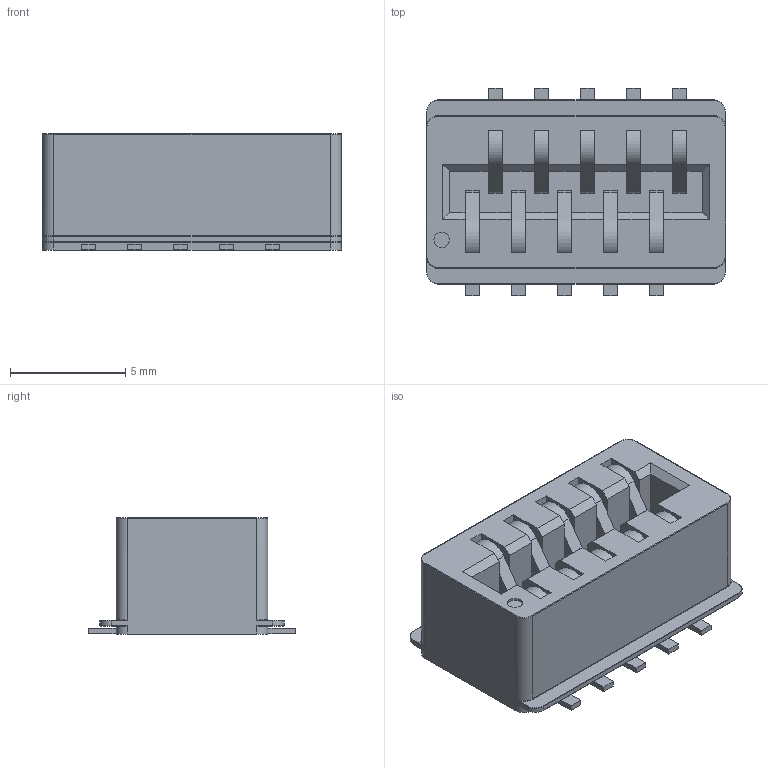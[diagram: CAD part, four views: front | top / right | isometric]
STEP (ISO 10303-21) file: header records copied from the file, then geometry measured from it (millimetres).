
FILE_DESCRIPTION(/* description */ ('Unknown'),/* implementation_level */ '2;1');
FILE_NAME(/* name */ '009159010651906',/* time_stamp */ '2023-12-13T11:57:48+02:00',/* author */ ('Unknown'),/* organization */ ('Unknown'),/* preprocessor_version */ 'ST-DEVELOPER v18.102',/* originating_system */ 'Solid Edge',/* authorisation */ 'Unknown');
FILE_SCHEMA (('AUTOMOTIVE_DESIGN {1 0 10303 214 3 1 1}'));
Length unit declared in the file: millimetre
Products named in the file (1): 009159010651906
Bounding box: 13 x 9 x 5.05 mm (x, y, z)
Volume: 298.7 mm3; surface area: 778.1 mm2
Topology: 1 solids, 1 shells, 305 faces, 799 edges, 510 vertices
Faces by surface type: plane 194, cylinder 83, torus 20, bspline 8
Full cylindrical faces by diameter (mm): 0.672 x1
Entity records: 11462 total; most frequent: CARTESIAN_POINT 1742, ORIENTED_EDGE 1580, DIRECTION 1556, EDGE_CURVE 790, LINE 588, VECTOR 588, VERTEX_POINT 510, AXIS2_PLACEMENT_3D 484
